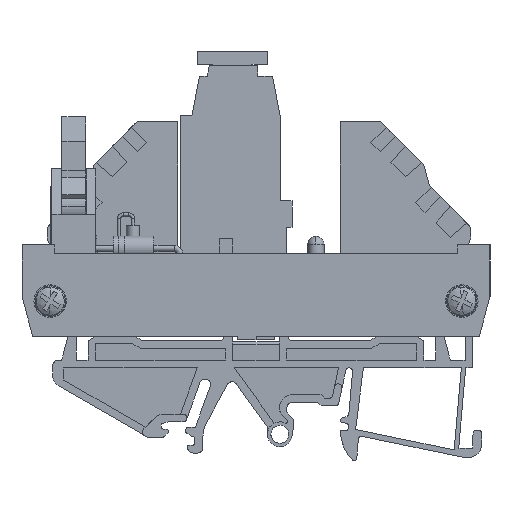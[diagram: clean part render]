
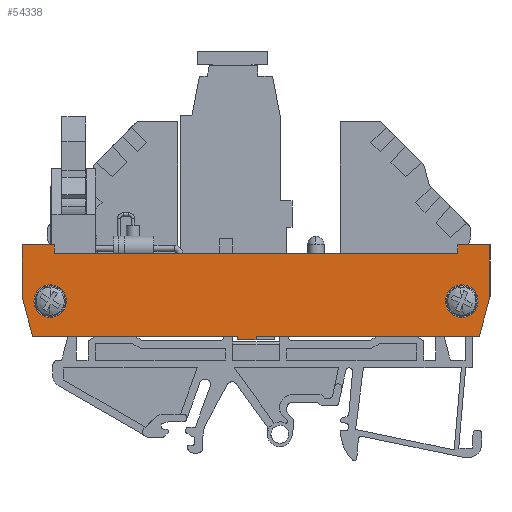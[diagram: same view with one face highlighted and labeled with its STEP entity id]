
A CAD part, left-side view. The second image highlights one B-rep face of the part: STEP entity #54338.
In plain terms, the highlighted planar face has unit normal (-1, 0, 0).
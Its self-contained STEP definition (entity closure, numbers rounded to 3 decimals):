
#23218=AXIS2_PLACEMENT_3D('Circle Axis2P3D',#23216,#23217,$) ;
#23248=AXIS2_PLACEMENT_3D('Circle Axis2P3D',#23246,#23247,$) ;
#23282=AXIS2_PLACEMENT_3D('Circle Axis2P3D',#23280,#23281,$) ;
#23312=AXIS2_PLACEMENT_3D('Circle Axis2P3D',#23310,#23311,$) ;
#54269=AXIS2_PLACEMENT_3D('Plane Axis2P3D',#54266,#54267,#54268) ;
#11432=CARTESIAN_POINT('Line Origine',(0.,0.,35.068)) ;
#11436=CARTESIAN_POINT('Vertex',(0.,0.,39.852)) ;
#11438=CARTESIAN_POINT('Vertex',(0.,0.,30.284)) ;
#15433=CARTESIAN_POINT('Vertex',(0.,46.7,22.952)) ;
#15449=CARTESIAN_POINT('Vertex',(0.,46.7,22.292)) ;
#15452=CARTESIAN_POINT('Line Origine',(0.,46.7,22.622)) ;
#19009=CARTESIAN_POINT('Vertex',(0.,43.2,22.292)) ;
#19012=CARTESIAN_POINT('Line Origine',(0.,44.95,22.292)) ;
#23213=CARTESIAN_POINT('Vertex',(0.,8.2,29.452)) ;
#23216=CARTESIAN_POINT('Axis2P3D Location',(0.,5.2,29.452)) ;
#23220=CARTESIAN_POINT('Vertex',(0.,2.2,29.452)) ;
#23246=CARTESIAN_POINT('Axis2P3D Location',(0.,5.2,29.452)) ;
#23277=CARTESIAN_POINT('Vertex',(0.,84.2,29.452)) ;
#23280=CARTESIAN_POINT('Axis2P3D Location',(0.,81.2,29.452)) ;
#23284=CARTESIAN_POINT('Vertex',(0.,78.2,29.452)) ;
#23310=CARTESIAN_POINT('Axis2P3D Location',(0.,81.2,29.452)) ;
#43091=CARTESIAN_POINT('Vertex',(0.,43.2,22.952)) ;
#43094=CARTESIAN_POINT('Line Origine',(0.,43.2,22.622)) ;
#43730=CARTESIAN_POINT('Line Origine',(0.,86.4,35.068)) ;
#43734=CARTESIAN_POINT('Vertex',(0.,86.4,30.284)) ;
#43736=CARTESIAN_POINT('Vertex',(0.,86.4,39.852)) ;
#43762=CARTESIAN_POINT('Line Origine',(0.,85.418,26.618)) ;
#43766=CARTESIAN_POINT('Vertex',(0.,84.435,22.952)) ;
#54232=CARTESIAN_POINT('Vertex',(0.,1.965,22.952)) ;
#54235=CARTESIAN_POINT('Line Origine',(0.,0.982,26.618)) ;
#54266=CARTESIAN_POINT('Axis2P3D Location',(0.,0.9,30.403)) ;
#54271=CARTESIAN_POINT('Line Origine',(0.,3.,39.852)) ;
#54275=CARTESIAN_POINT('Vertex',(0.,6.,39.852)) ;
#54278=CARTESIAN_POINT('Line Origine',(0.,6.,39.052)) ;
#54282=CARTESIAN_POINT('Vertex',(0.,6.,38.252)) ;
#54285=CARTESIAN_POINT('Line Origine',(0.,43.2,38.252)) ;
#54289=CARTESIAN_POINT('Vertex',(0.,80.4,38.252)) ;
#54292=CARTESIAN_POINT('Line Origine',(0.,80.4,39.052)) ;
#54296=CARTESIAN_POINT('Vertex',(0.,80.4,39.852)) ;
#54299=CARTESIAN_POINT('Line Origine',(0.,83.4,39.852)) ;
#54304=CARTESIAN_POINT('Line Origine',(0.,65.568,22.952)) ;
#54309=CARTESIAN_POINT('Line Origine',(0.,22.582,22.952)) ;
#11433=DIRECTION('Vector Direction',(0.,0.,-1.)) ;
#15453=DIRECTION('Vector Direction',(0.,0.,-1.)) ;
#19013=DIRECTION('Vector Direction',(0.,1.,0.)) ;
#23217=DIRECTION('Axis2P3D Direction',(-1.,0.,0.)) ;
#23247=DIRECTION('Axis2P3D Direction',(-1.,0.,0.)) ;
#23281=DIRECTION('Axis2P3D Direction',(-1.,0.,0.)) ;
#23311=DIRECTION('Axis2P3D Direction',(-1.,0.,0.)) ;
#43095=DIRECTION('Vector Direction',(0.,0.,-1.)) ;
#43731=DIRECTION('Vector Direction',(0.,0.,1.)) ;
#43763=DIRECTION('Vector Direction',(0.,0.259,0.966)) ;
#54236=DIRECTION('Vector Direction',(0.,0.259,-0.966)) ;
#54267=DIRECTION('Axis2P3D Direction',(1.,0.,-0.)) ;
#54268=DIRECTION('Axis2P3D XDirection',(0.,1.,0.)) ;
#54272=DIRECTION('Vector Direction',(0.,-1.,0.)) ;
#54279=DIRECTION('Vector Direction',(0.,0.,1.)) ;
#54286=DIRECTION('Vector Direction',(0.,-1.,0.)) ;
#54293=DIRECTION('Vector Direction',(0.,0.,-1.)) ;
#54300=DIRECTION('Vector Direction',(0.,-1.,0.)) ;
#54305=DIRECTION('Vector Direction',(0.,1.,0.)) ;
#54310=DIRECTION('Vector Direction',(0.,1.,0.)) ;
#11434=VECTOR('Line Direction',#11433,1.) ;
#15454=VECTOR('Line Direction',#15453,1.) ;
#19014=VECTOR('Line Direction',#19013,1.) ;
#43096=VECTOR('Line Direction',#43095,1.) ;
#43732=VECTOR('Line Direction',#43731,1.) ;
#43764=VECTOR('Line Direction',#43763,1.) ;
#54237=VECTOR('Line Direction',#54236,1.) ;
#54273=VECTOR('Line Direction',#54272,1.) ;
#54280=VECTOR('Line Direction',#54279,1.) ;
#54287=VECTOR('Line Direction',#54286,1.) ;
#54294=VECTOR('Line Direction',#54293,1.) ;
#54301=VECTOR('Line Direction',#54300,1.) ;
#54306=VECTOR('Line Direction',#54305,1.) ;
#54311=VECTOR('Line Direction',#54310,1.) ;
#54315=ORIENTED_EDGE('',*,*,#54239,.F.) ;
#54316=ORIENTED_EDGE('',*,*,#11440,.F.) ;
#54317=ORIENTED_EDGE('',*,*,#54277,.F.) ;
#54318=ORIENTED_EDGE('',*,*,#54284,.F.) ;
#54319=ORIENTED_EDGE('',*,*,#54291,.F.) ;
#54320=ORIENTED_EDGE('',*,*,#54298,.F.) ;
#54321=ORIENTED_EDGE('',*,*,#54303,.F.) ;
#54322=ORIENTED_EDGE('',*,*,#43738,.F.) ;
#54323=ORIENTED_EDGE('',*,*,#43768,.F.) ;
#54324=ORIENTED_EDGE('',*,*,#54308,.F.) ;
#54325=ORIENTED_EDGE('',*,*,#15456,.T.) ;
#54326=ORIENTED_EDGE('',*,*,#19016,.F.) ;
#54327=ORIENTED_EDGE('',*,*,#43098,.F.) ;
#54328=ORIENTED_EDGE('',*,*,#54313,.F.) ;
#54331=ORIENTED_EDGE('',*,*,#23250,.F.) ;
#54332=ORIENTED_EDGE('',*,*,#23222,.F.) ;
#54335=ORIENTED_EDGE('',*,*,#23314,.F.) ;
#54336=ORIENTED_EDGE('',*,*,#23286,.F.) ;
#54333=FACE_BOUND('',#54330,.T.) ;
#54337=FACE_BOUND('',#54334,.T.) ;
#54338=ADVANCED_FACE('NONE',(#54329,#54333,#54337),#54270,.F.) ;
#23219=CIRCLE('generated circle',#23218,3.) ;
#23249=CIRCLE('generated circle',#23248,3.) ;
#23283=CIRCLE('generated circle',#23282,3.) ;
#23313=CIRCLE('generated circle',#23312,3.) ;
#11440=EDGE_CURVE('',#11437,#11439,#11435,.T.) ;
#15456=EDGE_CURVE('',#15434,#15450,#15455,.T.) ;
#19016=EDGE_CURVE('',#19010,#15450,#19015,.T.) ;
#23222=EDGE_CURVE('',#23214,#23221,#23219,.T.) ;
#23250=EDGE_CURVE('',#23221,#23214,#23249,.T.) ;
#23286=EDGE_CURVE('',#23278,#23285,#23283,.T.) ;
#23314=EDGE_CURVE('',#23285,#23278,#23313,.T.) ;
#43098=EDGE_CURVE('',#43092,#19010,#43097,.T.) ;
#43738=EDGE_CURVE('',#43735,#43737,#43733,.T.) ;
#43768=EDGE_CURVE('',#43767,#43735,#43765,.T.) ;
#54239=EDGE_CURVE('',#11439,#54233,#54238,.T.) ;
#54277=EDGE_CURVE('',#54276,#11437,#54274,.T.) ;
#54284=EDGE_CURVE('',#54283,#54276,#54281,.T.) ;
#54291=EDGE_CURVE('',#54290,#54283,#54288,.T.) ;
#54298=EDGE_CURVE('',#54297,#54290,#54295,.T.) ;
#54303=EDGE_CURVE('',#43737,#54297,#54302,.T.) ;
#54308=EDGE_CURVE('',#15434,#43767,#54307,.T.) ;
#54313=EDGE_CURVE('',#54233,#43092,#54312,.T.) ;
#54314=EDGE_LOOP('',(#54315,#54316,#54317,#54318,#54319,#54320,#54321,#54322,#54323,#54324,#54325,#54326,#54327,#54328)) ;
#54330=EDGE_LOOP('',(#54331,#54332)) ;
#54334=EDGE_LOOP('',(#54335,#54336)) ;
#54329=FACE_OUTER_BOUND('',#54314,.T.) ;
#11435=LINE('Line',#11432,#11434) ;
#15455=LINE('Line',#15452,#15454) ;
#19015=LINE('Line',#19012,#19014) ;
#43097=LINE('Line',#43094,#43096) ;
#43733=LINE('Line',#43730,#43732) ;
#43765=LINE('Line',#43762,#43764) ;
#54238=LINE('Line',#54235,#54237) ;
#54274=LINE('Line',#54271,#54273) ;
#54281=LINE('Line',#54278,#54280) ;
#54288=LINE('Line',#54285,#54287) ;
#54295=LINE('Line',#54292,#54294) ;
#54302=LINE('Line',#54299,#54301) ;
#54307=LINE('Line',#54304,#54306) ;
#54312=LINE('Line',#54309,#54311) ;
#54270=PLANE('',#54269) ;
#11437=VERTEX_POINT('',#11436) ;
#11439=VERTEX_POINT('',#11438) ;
#15434=VERTEX_POINT('',#15433) ;
#15450=VERTEX_POINT('',#15449) ;
#19010=VERTEX_POINT('',#19009) ;
#23214=VERTEX_POINT('',#23213) ;
#23221=VERTEX_POINT('',#23220) ;
#23278=VERTEX_POINT('',#23277) ;
#23285=VERTEX_POINT('',#23284) ;
#43092=VERTEX_POINT('',#43091) ;
#43735=VERTEX_POINT('',#43734) ;
#43737=VERTEX_POINT('',#43736) ;
#43767=VERTEX_POINT('',#43766) ;
#54233=VERTEX_POINT('',#54232) ;
#54276=VERTEX_POINT('',#54275) ;
#54283=VERTEX_POINT('',#54282) ;
#54290=VERTEX_POINT('',#54289) ;
#54297=VERTEX_POINT('',#54296) ;
